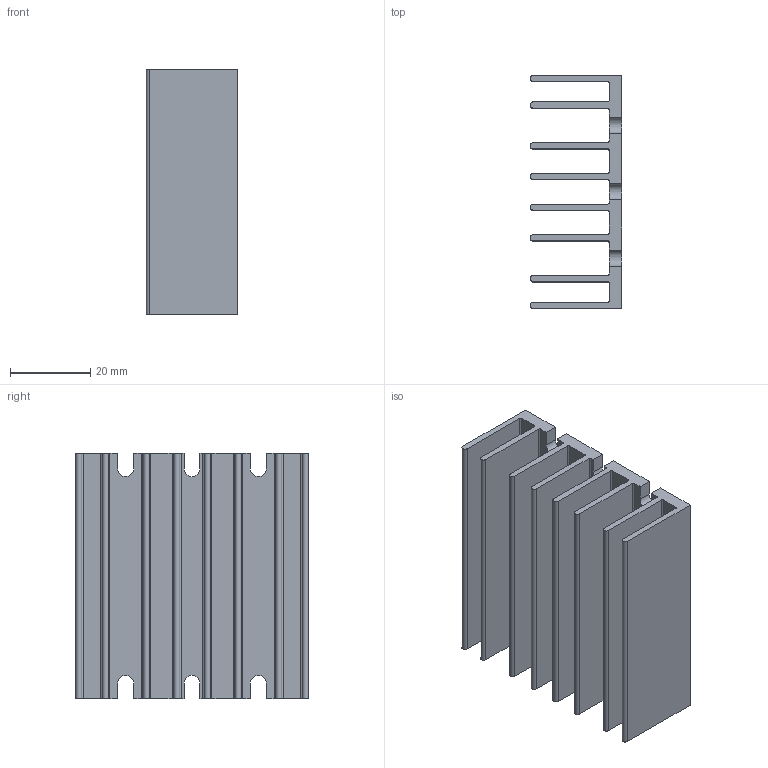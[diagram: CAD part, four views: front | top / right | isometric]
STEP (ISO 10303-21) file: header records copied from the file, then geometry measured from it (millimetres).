
FILE_DESCRIPTION (( 'STEP AP214' ), '1' );
FILE_NAME ('30771r2.STEP', '2011-06-30T14:55:19', ( 'Vicor User' ), ( 'Microsoft' ), 'SwSTEP 2.0', 'SolidWorks 2010', '' );
FILE_SCHEMA (( 'AUTOMOTIVE_DESIGN' ));
Length unit declared in the file: inch
Products named in the file (1): 30771r2
Bounding box: 22.86 x 57.91 x 60.96 mm (x, y, z)
Volume: 25339.3 mm3; surface area: 26966.9 mm2
Topology: 1 solids, 1 shells, 72 faces, 210 edges, 140 vertices
Faces by surface type: plane 44, cylinder 28
Entity records: 2430 total; most frequent: CARTESIAN_POINT 423, ORIENTED_EDGE 420, DIRECTION 412, EDGE_CURVE 210, LINE 154, VECTOR 154, VERTEX_POINT 140, AXIS2_PLACEMENT_3D 129
